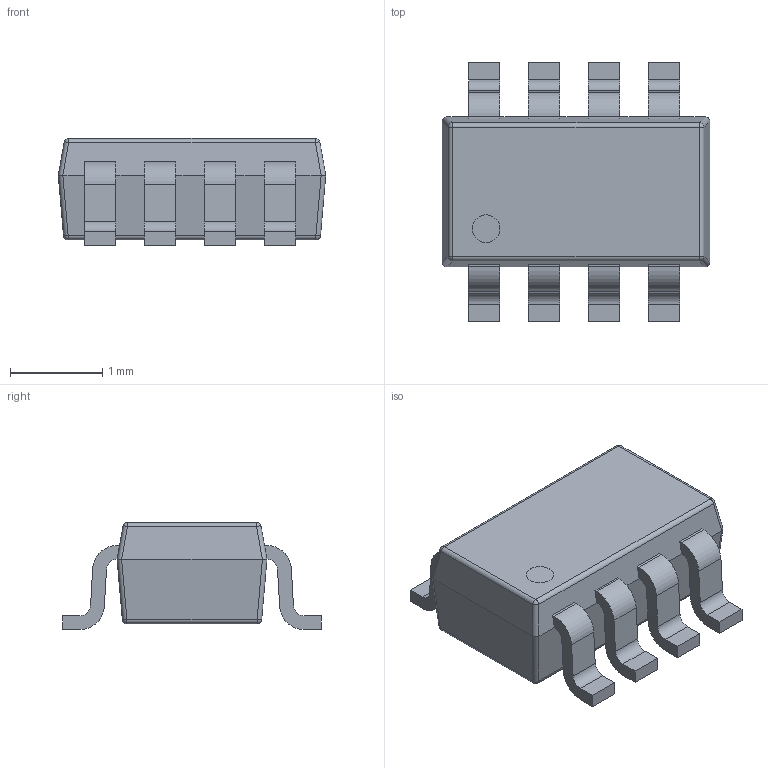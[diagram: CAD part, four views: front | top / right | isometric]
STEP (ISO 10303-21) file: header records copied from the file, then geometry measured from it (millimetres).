
FILE_DESCRIPTION (( 'STEP AP214' ), '1' );
FILE_NAME ('SOT23-8.STEP', '2019-02-23T08:04:52', ( '' ), ( '' ), 'SwSTEP 2.0', 'SolidWorks 2018', '' );
FILE_SCHEMA (( 'AUTOMOTIVE_DESIGN' ));
Length unit declared in the file: millimetre
Products named in the file (1): SOT23-8
Bounding box: 2.9 x 2.8 x 1.16 mm (x, y, z)
Volume: 5.3 mm3; surface area: 26.9 mm2
Topology: 1 solids, 1 shells, 133 faces, 350 edges, 220 vertices
Faces by surface type: plane 75, cylinder 50, sphere 8
Entity records: 5553 total; most frequent: CARTESIAN_POINT 740, ORIENTED_EDGE 700, DIRECTION 698, EDGE_CURVE 350, VECTOR 246, LINE 246, AXIS2_PLACEMENT_3D 226, VERTEX_POINT 220
